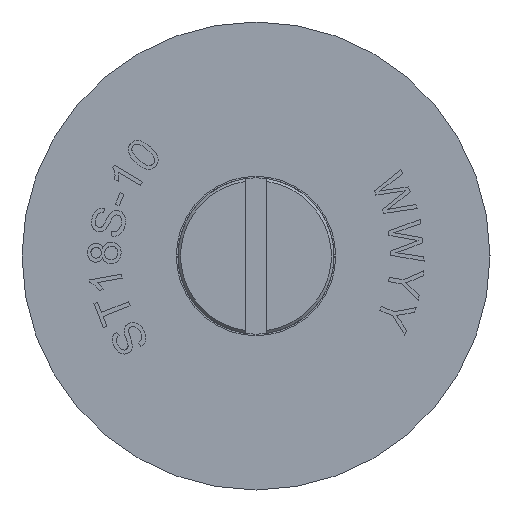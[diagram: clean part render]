
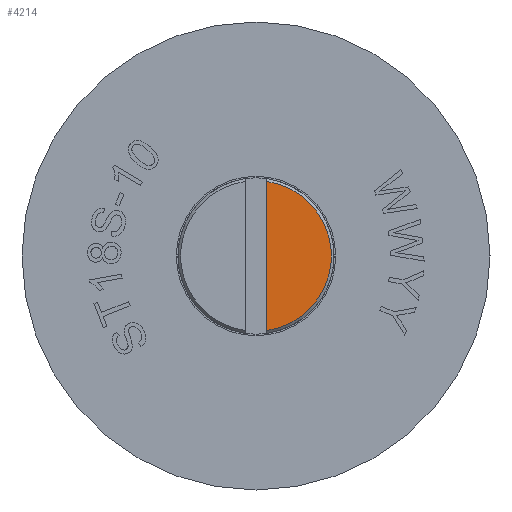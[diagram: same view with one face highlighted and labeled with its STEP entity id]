
A CAD part, left-side view. The second image highlights one B-rep face of the part: STEP entity #4214.
In plain terms, the highlighted planar face has unit normal (-1, 0, 0).
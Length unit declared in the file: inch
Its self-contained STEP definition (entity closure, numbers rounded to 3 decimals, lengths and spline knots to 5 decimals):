
#553 = EDGE_CURVE ( 'NONE', #3283, #11827, #4372, .T. ) ;
#858 = DIRECTION ( 'NONE',  ( 0., 0., 1. ) ) ;
#1100 = EDGE_LOOP ( 'NONE', ( #3466, #10214 ) ) ;
#1176 = VECTOR ( 'NONE', #10861, 39.37008 ) ;
#1693 = DIRECTION ( 'NONE',  ( -1., 0., 0. ) ) ;
#1787 = CARTESIAN_POINT ( 'NONE',  ( 0., 0., 0. ) ) ;
#3283 = VERTEX_POINT ( 'NONE', #11206 ) ;
#3466 = ORIENTED_EDGE ( 'NONE', *, *, #553, .F. ) ;
#3621 = CARTESIAN_POINT ( 'NONE',  ( 0., -0.02, 0.13703 ) ) ;
#4214 = ADVANCED_FACE ( 'NONE', ( #4942 ), #8132, .T. ) ;
#4372 = LINE ( 'NONE', #6599, #1176 ) ;
#4833 = CIRCLE ( 'NONE', #6111, 0.13848 ) ;
#4942 = FACE_OUTER_BOUND ( 'NONE', #1100, .T. ) ;
#5553 = AXIS2_PLACEMENT_3D ( 'NONE', #10430, #13538, #858 ) ;
#6111 = AXIS2_PLACEMENT_3D ( 'NONE', #1787, #1693, #8075 ) ;
#6599 = CARTESIAN_POINT ( 'NONE',  ( 0., -0.02, -0.14416 ) ) ;
#8075 = DIRECTION ( 'NONE',  ( 0., 0., 1. ) ) ;
#8132 = PLANE ( 'NONE',  #5553 ) ;
#9859 = EDGE_CURVE ( 'NONE', #3283, #11827, #4833, .T. ) ;
#10214 = ORIENTED_EDGE ( 'NONE', *, *, #9859, .T. ) ;
#10430 = CARTESIAN_POINT ( 'NONE',  ( 0., 0., 0. ) ) ;
#10861 = DIRECTION ( 'NONE',  ( 0., 0., 1. ) ) ;
#11206 = CARTESIAN_POINT ( 'NONE',  ( 0., -0.02, -0.13703 ) ) ;
#11827 = VERTEX_POINT ( 'NONE', #3621 ) ;
#13538 = DIRECTION ( 'NONE',  ( -1., 0., 0. ) ) ;
